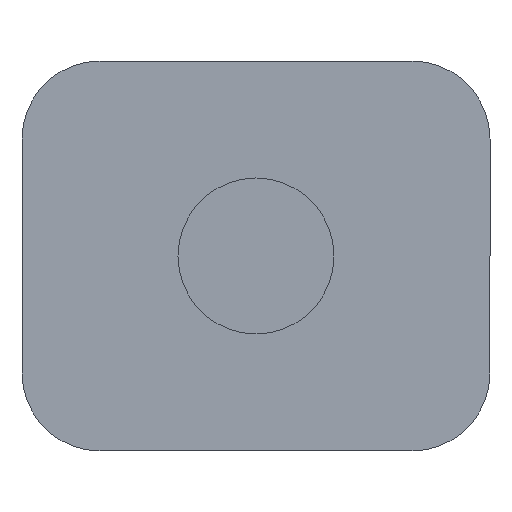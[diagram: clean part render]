
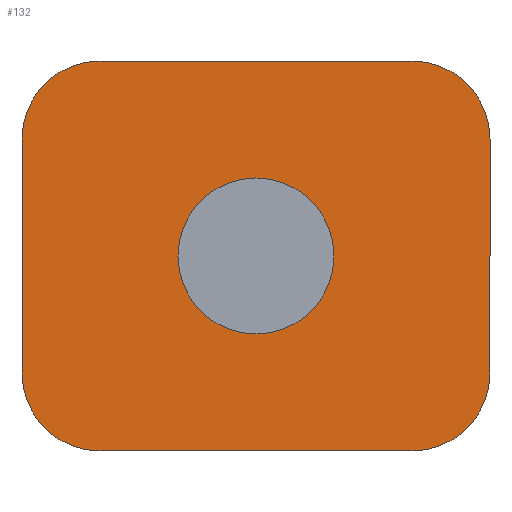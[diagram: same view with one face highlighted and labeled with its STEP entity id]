
A CAD part, front view. The second image highlights one B-rep face of the part: STEP entity #132.
In plain terms, the highlighted planar face has unit normal (0, -1, 0).
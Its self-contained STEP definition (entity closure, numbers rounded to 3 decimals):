
#1 = CARTESIAN_POINT ( 'NONE',  ( 30., 15., 15. ) ) ;
#7 = DIRECTION ( 'NONE',  ( 0., 1., 0. ) ) ;
#18 = DIRECTION ( 'NONE',  ( 0., 1., 0. ) ) ;
#22 = VERTEX_POINT ( 'NONE', #1 ) ;
#25 = DIRECTION ( 'NONE',  ( 0., 0., -1. ) ) ;
#40 = AXIS2_PLACEMENT_3D ( 'NONE', #249, #18, #592 ) ;
#55 = EDGE_CURVE ( 'NONE', #99, #22, #573, .T. ) ;
#70 = CARTESIAN_POINT ( 'NONE',  ( 0., 15., 0. ) ) ;
#78 = FACE_OUTER_BOUND ( 'NONE', #693, .T. ) ;
#99 = VERTEX_POINT ( 'NONE', #300 ) ;
#101 = DIRECTION ( 'NONE',  ( 0., 1., 0. ) ) ;
#109 = CARTESIAN_POINT ( 'NONE',  ( -20., 15., -15. ) ) ;
#115 = EDGE_CURVE ( 'NONE', #411, #126, #275, .T. ) ;
#120 = DIRECTION ( 'NONE',  ( 0., 1., 0. ) ) ;
#123 = CARTESIAN_POINT ( 'NONE',  ( -20., 15., -25. ) ) ;
#126 = VERTEX_POINT ( 'NONE', #642 ) ;
#131 = DIRECTION ( 'NONE',  ( 0., 1., 0. ) ) ;
#132 = ADVANCED_FACE ( 'NONE', ( #78, #512 ), #252, .T. ) ;
#144 = ORIENTED_EDGE ( 'NONE', *, *, #429, .F. ) ;
#146 = LINE ( 'NONE', #123, #727 ) ;
#157 = AXIS2_PLACEMENT_3D ( 'NONE', #516, #165, #726 ) ;
#158 = VERTEX_POINT ( 'NONE', #492 ) ;
#163 = CARTESIAN_POINT ( 'NONE',  ( -30., 15., -15. ) ) ;
#165 = DIRECTION ( 'NONE',  ( 0., 1., 0. ) ) ;
#172 = LINE ( 'NONE', #228, #733 ) ;
#188 = CARTESIAN_POINT ( 'NONE',  ( -20., 15., 25. ) ) ;
#228 = CARTESIAN_POINT ( 'NONE',  ( -20., 15., 25. ) ) ;
#230 = EDGE_CURVE ( 'NONE', #22, #593, #363, .T. ) ;
#231 = CIRCLE ( 'NONE', #157, 10. ) ;
#232 = CARTESIAN_POINT ( 'NONE',  ( 30., 15., -15. ) ) ;
#244 = ORIENTED_EDGE ( 'NONE', *, *, #115, .T. ) ;
#249 = CARTESIAN_POINT ( 'NONE',  ( 0., 15., 0. ) ) ;
#252 = PLANE ( 'NONE',  #485 ) ;
#256 = ORIENTED_EDGE ( 'NONE', *, *, #628, .F. ) ;
#259 = CARTESIAN_POINT ( 'NONE',  ( 30., 15., -15. ) ) ;
#270 = DIRECTION ( 'NONE',  ( 0., 0., 1. ) ) ;
#275 = CIRCLE ( 'NONE', #40, 10. ) ;
#289 = ORIENTED_EDGE ( 'NONE', *, *, #230, .F. ) ;
#290 = DIRECTION ( 'NONE',  ( -1., 0., 0. ) ) ;
#292 = AXIS2_PLACEMENT_3D ( 'NONE', #109, #101, #561 ) ;
#293 = ORIENTED_EDGE ( 'NONE', *, *, #55, .F. ) ;
#300 = CARTESIAN_POINT ( 'NONE',  ( 20., 15., 25. ) ) ;
#318 = AXIS2_PLACEMENT_3D ( 'NONE', #644, #7, #548 ) ;
#322 = CIRCLE ( 'NONE', #292, 10. ) ;
#345 = EDGE_CURVE ( 'NONE', #745, #714, #231, .T. ) ;
#352 = DIRECTION ( 'NONE',  ( 1., 0., 0. ) ) ;
#359 = CARTESIAN_POINT ( 'NONE',  ( -30., 15., -15. ) ) ;
#363 = LINE ( 'NONE', #259, #721 ) ;
#373 = DIRECTION ( 'NONE',  ( 0., 0., -1. ) ) ;
#377 = ORIENTED_EDGE ( 'NONE', *, *, #494, .F. ) ;
#390 = EDGE_LOOP ( 'NONE', ( #244, #394 ) ) ;
#394 = ORIENTED_EDGE ( 'NONE', *, *, #672, .T. ) ;
#410 = CIRCLE ( 'NONE', #474, 10. ) ;
#411 = VERTEX_POINT ( 'NONE', #674 ) ;
#423 = EDGE_CURVE ( 'NONE', #655, #745, #542, .T. ) ;
#429 = EDGE_CURVE ( 'NONE', #158, #655, #322, .T. ) ;
#468 = CIRCLE ( 'NONE', #632, 10. ) ;
#474 = AXIS2_PLACEMENT_3D ( 'NONE', #70, #131, #535 ) ;
#485 = AXIS2_PLACEMENT_3D ( 'NONE', #589, #546, #373 ) ;
#492 = CARTESIAN_POINT ( 'NONE',  ( -20., 15., -25. ) ) ;
#494 = EDGE_CURVE ( 'NONE', #714, #99, #172, .T. ) ;
#495 = ORIENTED_EDGE ( 'NONE', *, *, #345, .F. ) ;
#512 = FACE_BOUND ( 'NONE', #390, .T. ) ;
#516 = CARTESIAN_POINT ( 'NONE',  ( -20., 15., 15. ) ) ;
#535 = DIRECTION ( 'NONE',  ( 0., 0., 1. ) ) ;
#542 = LINE ( 'NONE', #163, #637 ) ;
#546 = DIRECTION ( 'NONE',  ( 0., -1., 0. ) ) ;
#548 = DIRECTION ( 'NONE',  ( 0., 0., 1. ) ) ;
#556 = EDGE_CURVE ( 'NONE', #593, #595, #468, .T. ) ;
#561 = DIRECTION ( 'NONE',  ( 0., 0., 1. ) ) ;
#573 = CIRCLE ( 'NONE', #318, 10. ) ;
#589 = CARTESIAN_POINT ( 'NONE',  ( 20., 15., -15. ) ) ;
#592 = DIRECTION ( 'NONE',  ( 0., 0., 1. ) ) ;
#593 = VERTEX_POINT ( 'NONE', #232 ) ;
#595 = VERTEX_POINT ( 'NONE', #622 ) ;
#622 = CARTESIAN_POINT ( 'NONE',  ( 20., 15., -25. ) ) ;
#628 = EDGE_CURVE ( 'NONE', #595, #158, #146, .T. ) ;
#632 = AXIS2_PLACEMENT_3D ( 'NONE', #739, #120, #737 ) ;
#637 = VECTOR ( 'NONE', #270, 1000. ) ;
#642 = CARTESIAN_POINT ( 'NONE',  ( 0., 15., 10. ) ) ;
#644 = CARTESIAN_POINT ( 'NONE',  ( 20., 15., 15. ) ) ;
#655 = VERTEX_POINT ( 'NONE', #359 ) ;
#672 = EDGE_CURVE ( 'NONE', #126, #411, #410, .T. ) ;
#674 = CARTESIAN_POINT ( 'NONE',  ( 0., 15., -10. ) ) ;
#693 = EDGE_LOOP ( 'NONE', ( #710, #289, #293, #377, #495, #719, #144, #256 ) ) ;
#708 = CARTESIAN_POINT ( 'NONE',  ( -30., 15., 15. ) ) ;
#710 = ORIENTED_EDGE ( 'NONE', *, *, #556, .F. ) ;
#714 = VERTEX_POINT ( 'NONE', #188 ) ;
#719 = ORIENTED_EDGE ( 'NONE', *, *, #423, .F. ) ;
#721 = VECTOR ( 'NONE', #25, 1000. ) ;
#726 = DIRECTION ( 'NONE',  ( 0., 0., 1. ) ) ;
#727 = VECTOR ( 'NONE', #290, 1000. ) ;
#733 = VECTOR ( 'NONE', #352, 1000. ) ;
#737 = DIRECTION ( 'NONE',  ( 0., 0., -1. ) ) ;
#739 = CARTESIAN_POINT ( 'NONE',  ( 20., 15., -15. ) ) ;
#745 = VERTEX_POINT ( 'NONE', #708 ) ;
